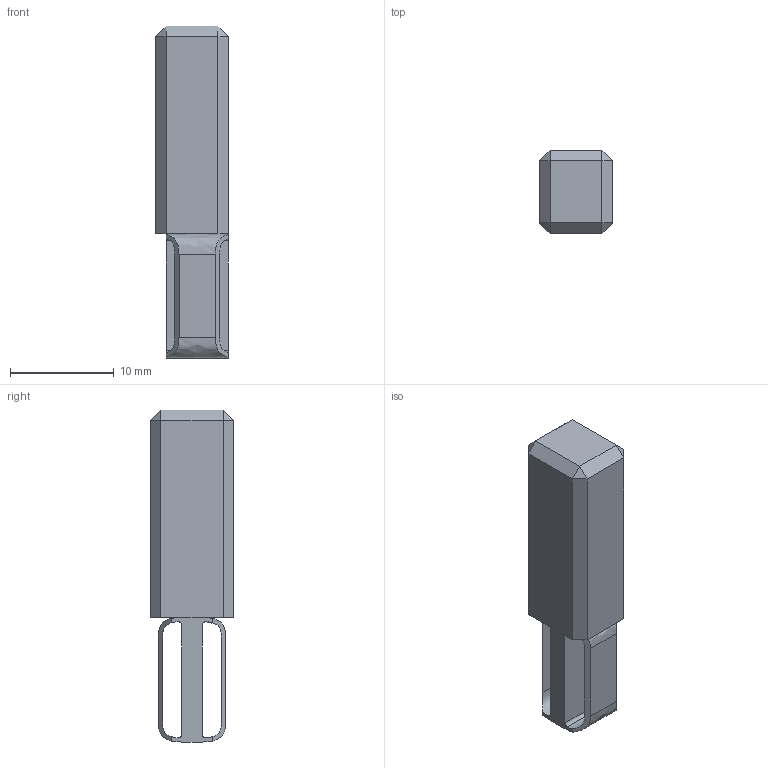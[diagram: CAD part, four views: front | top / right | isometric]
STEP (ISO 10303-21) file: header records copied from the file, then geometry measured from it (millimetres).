
FILE_DESCRIPTION(('STEP AP242'), '1');
FILE_NAME('3.1.2 Ìîäóëü êðåïëåíèÿ', '', ('UNSPECIFIED'), ('UNSPECIFIED'), 'C3D Converter', 'C3D Toolkit', '');
FILE_SCHEMA(('AP242_MANAGED_MODEL_BASED_3D_ENGINEERING_MIM_LF { 1 0 10303 442 1 1 4 }'));
Length unit declared in the file: millimetre
Products named in the file (1): -00
Bounding box: 7 x 8 x 32 mm (x, y, z)
Volume: 1262.7 mm3; surface area: 1106.7 mm2
Topology: 1 solids, 1 shells, 42 faces, 120 edges, 76 vertices
Faces by surface type: plane 30, extrusion 8, cylinder 4
Entity records: 2222 total; most frequent: CARTESIAN_POINT 1153, ORIENTED_EDGE 240, DIRECTION 174, EDGE_CURVE 120, VECTOR 88, LINE 80, VERTEX_POINT 76, AXIS2_PLACEMENT_3D 43
